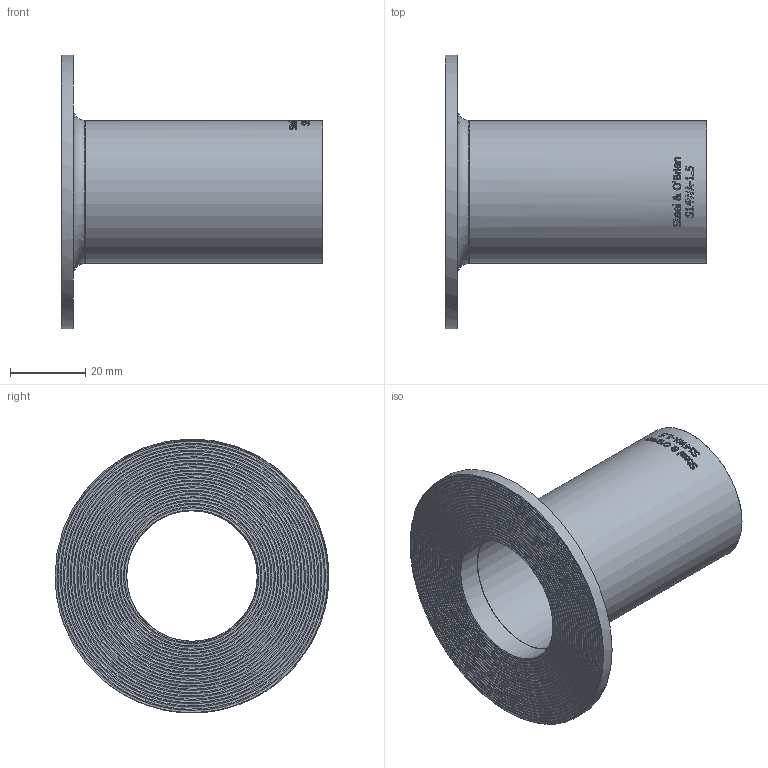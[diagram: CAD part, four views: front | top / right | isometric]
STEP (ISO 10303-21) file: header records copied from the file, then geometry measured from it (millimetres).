
FILE_DESCRIPTION(/* description */ (''),/* implementation_level */ '2;1');
FILE_NAME(/* name */ 'S14WA-1.5.stp',/* time_stamp */ '2018-11-26T13:17:52-05:00',/* author */ ('rick'),/* organization */ (''),/* preprocessor_version */ 'ST-DEVELOPER v15.2',/* originating_system */ 'Autodesk Inventor 2014',/* authorisation */ '');
FILE_SCHEMA (('AUTOMOTIVE_DESIGN { 1 0 10303 214 3 1 1 }'));
Length unit declared in the file: inch
Products named in the file (1): S14WA-1.5
Bounding box: 69.85 x 73.03 x 73.03 mm (x, y, z)
Volume: 74965.7 mm3; surface area: 25580.1 mm2
Topology: 1 solids, 1 shells, 356 faces, 957 edges, 637 vertices
Faces by surface type: plane 162, bspline 152, cylinder 37, torus 5
Full cylindrical faces by diameter (mm): 34.798 x2, 38.1 x1, 73.025 x1
Entity records: 19362 total; most frequent: CARTESIAN_POINT 11293, ORIENTED_EDGE 1886, DIRECTION 1251, EDGE_CURVE 943, VERTEX_POINT 632, LINE 429, VECTOR 429, AXIS2_PLACEMENT_3D 411
